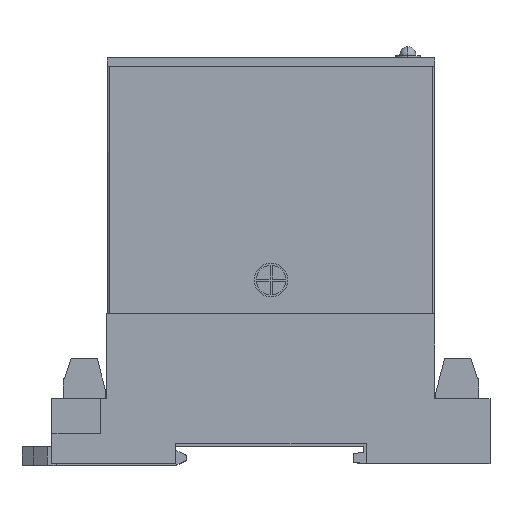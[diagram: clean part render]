
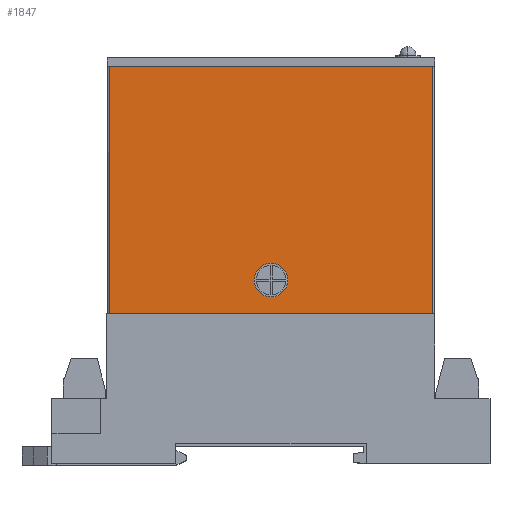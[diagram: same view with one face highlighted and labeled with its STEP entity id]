
A CAD part, top view. The second image highlights one B-rep face of the part: STEP entity #1847.
In plain terms, the highlighted planar face has unit normal (0, 0, 1).
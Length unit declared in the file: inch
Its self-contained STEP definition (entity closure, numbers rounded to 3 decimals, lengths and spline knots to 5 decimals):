
#199 = FACE_OUTER_BOUND ( 'NONE', #10820, .T. ) ;
#1160 = LINE ( 'NONE', #7157, #17873 ) ;
#1230 = CARTESIAN_POINT ( 'NONE',  ( -1.21541, -1.845, 0. ) ) ;
#1602 = VECTOR ( 'NONE', #16565, 39.37008 ) ;
#1847 = ADVANCED_FACE ( 'NONE', ( #4523, #199 ), #14596, .T. ) ;
#1954 = CARTESIAN_POINT ( 'NONE',  ( 1.20558, -0.00209, 0. ) ) ;
#2035 = EDGE_CURVE ( 'NONE', #20212, #4454, #14913, .T. ) ;
#2391 = ORIENTED_EDGE ( 'NONE', *, *, #17318, .F. ) ;
#2532 = AXIS2_PLACEMENT_3D ( 'NONE', #8426, #19637, #10054 ) ;
#2779 = CARTESIAN_POINT ( 'NONE',  ( -1.20558, -1.845, 0. ) ) ;
#4069 = EDGE_CURVE ( 'NONE', #20212, #6801, #18823, .T. ) ;
#4454 = VERTEX_POINT ( 'NONE', #17537 ) ;
#4462 = EDGE_CURVE ( 'NONE', #4454, #6629, #18802, .T. ) ;
#4523 = FACE_BOUND ( 'NONE', #7210, .T. ) ;
#4803 = VERTEX_POINT ( 'NONE', #10451 ) ;
#5255 = CARTESIAN_POINT ( 'NONE',  ( -2.5, -0.00209, 0. ) ) ;
#5280 = VECTOR ( 'NONE', #20865, 39.37008 ) ;
#6629 = VERTEX_POINT ( 'NONE', #20948 ) ;
#6801 = VERTEX_POINT ( 'NONE', #1954 ) ;
#7157 = CARTESIAN_POINT ( 'NONE',  ( 1.20558, -1.845, 0. ) ) ;
#7210 = EDGE_LOOP ( 'NONE', ( #2391, #9957 ) ) ;
#7943 = CARTESIAN_POINT ( 'NONE',  ( 0., -1.59427, 0. ) ) ;
#7986 = DIRECTION ( 'NONE',  ( 1., 0., 0. ) ) ;
#8375 = AXIS2_PLACEMENT_3D ( 'NONE', #7943, #19160, #9595 ) ;
#8426 = CARTESIAN_POINT ( 'NONE',  ( 0., -1.59427, 0. ) ) ;
#9515 = ORIENTED_EDGE ( 'NONE', *, *, #4462, .T. ) ;
#9595 = DIRECTION ( 'NONE',  ( 1., 0., 0. ) ) ;
#9957 = ORIENTED_EDGE ( 'NONE', *, *, #14326, .F. ) ;
#10054 = DIRECTION ( 'NONE',  ( 1., 0., 0. ) ) ;
#10451 = CARTESIAN_POINT ( 'NONE',  ( -0.125, -1.59427, 0. ) ) ;
#10493 = DIRECTION ( 'NONE',  ( 0., 1., 0. ) ) ;
#10506 = EDGE_CURVE ( 'NONE', #6629, #6801, #1160, .T. ) ;
#10820 = EDGE_LOOP ( 'NONE', ( #9515, #19550, #12275, #16123 ) ) ;
#11022 = CARTESIAN_POINT ( 'NONE',  ( -1.20558, -0.00209, 0. ) ) ;
#11312 = VECTOR ( 'NONE', #7986, 39.37008 ) ;
#12275 = ORIENTED_EDGE ( 'NONE', *, *, #4069, .F. ) ;
#12434 = CIRCLE ( 'NONE', #8375, 0.125 ) ;
#12767 = AXIS2_PLACEMENT_3D ( 'NONE', #1230, #14095, #14050 ) ;
#13547 = CIRCLE ( 'NONE', #2532, 0.125 ) ;
#14050 = DIRECTION ( 'NONE',  ( 1., 0., 0. ) ) ;
#14095 = DIRECTION ( 'NONE',  ( 0., 0., 1. ) ) ;
#14326 = EDGE_CURVE ( 'NONE', #4803, #15408, #13547, .T. ) ;
#14596 = PLANE ( 'NONE',  #12767 ) ;
#14913 = LINE ( 'NONE', #2779, #5280 ) ;
#15408 = VERTEX_POINT ( 'NONE', #19325 ) ;
#16123 = ORIENTED_EDGE ( 'NONE', *, *, #2035, .T. ) ;
#16565 = DIRECTION ( 'NONE',  ( 1., 0., 0. ) ) ;
#17318 = EDGE_CURVE ( 'NONE', #15408, #4803, #12434, .T. ) ;
#17537 = CARTESIAN_POINT ( 'NONE',  ( -1.20558, -1.84291, 0. ) ) ;
#17873 = VECTOR ( 'NONE', #10493, 39.37008 ) ;
#18802 = LINE ( 'NONE', #19203, #11312 ) ;
#18823 = LINE ( 'NONE', #5255, #1602 ) ;
#19160 = DIRECTION ( 'NONE',  ( 0., 0., 1. ) ) ;
#19203 = CARTESIAN_POINT ( 'NONE',  ( -2.5, -1.84291, 0. ) ) ;
#19325 = CARTESIAN_POINT ( 'NONE',  ( 0.125, -1.59427, 0. ) ) ;
#19550 = ORIENTED_EDGE ( 'NONE', *, *, #10506, .T. ) ;
#19637 = DIRECTION ( 'NONE',  ( 0., 0., 1. ) ) ;
#20212 = VERTEX_POINT ( 'NONE', #11022 ) ;
#20865 = DIRECTION ( 'NONE',  ( 0., -1., 0. ) ) ;
#20948 = CARTESIAN_POINT ( 'NONE',  ( 1.20558, -1.84291, 0. ) ) ;
